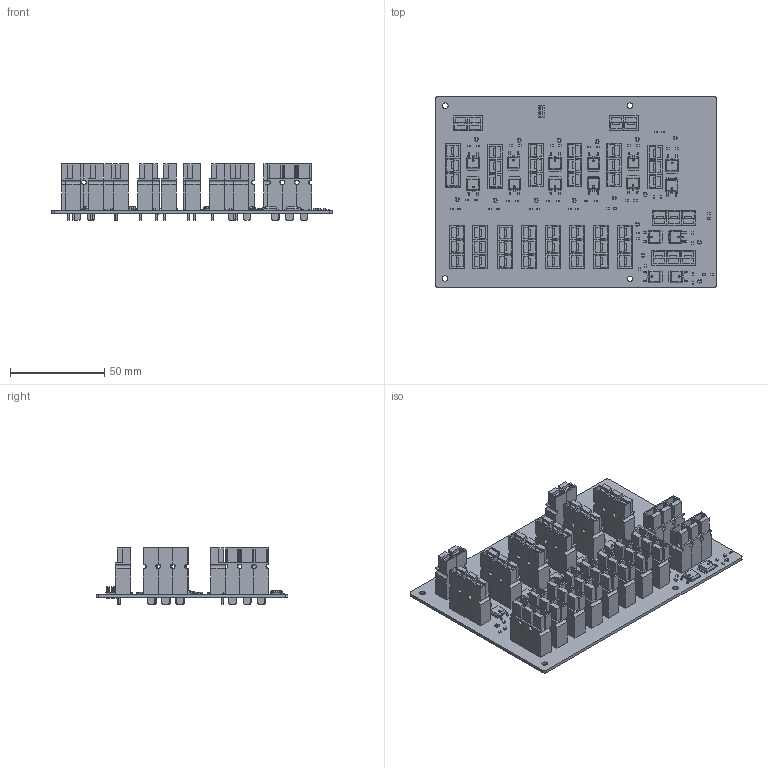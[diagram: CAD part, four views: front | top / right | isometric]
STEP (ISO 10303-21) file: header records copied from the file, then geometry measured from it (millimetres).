
FILE_DESCRIPTION(('KiCad electronic assembly'),'2;1');
FILE_NAME('PatchPanel_Step_Rev1.step','2020-01-20T18:33:33',('An Author' ),('A Company'),'Open CASCADE STEP processor 6.9', 'KiCad to STEP converter','Unknown');
FILE_SCHEMA(('AUTOMOTIVE_DESIGN { 1 0 10303 214 1 1 1 1 }'));
Length unit declared in the file: millimetre
Products named in the file (16): Open CASCADE STEP translator 6.9 1; Anderson_3_Vertcal_Side_by_Side; COMPOUND; TO-252-2; SOLID; SOT-323_SC-70; R_0603_1608Metric; Anderson_2_Vertcal_Side_by_Side; PinHeader_2x05_P1.27mm_Vertical; LED_0603_1608Metric
Assembly tree (107 placements, depth 3):
  Open CASCADE STEP translator 6.9 1
    Anderson_3_Vertcal_Side_by_Side  x16
      COMPOUND
    TO-252-2  x16
      SOLID
    SOT-323_SC-70  x16
      SOLID
    R_0603_1608Metric  x40
      SOLID
    Anderson_2_Vertcal_Side_by_Side  x2
      COMPOUND
    PinHeader_2x05_P1.27mm_Vertical
      SOLID
    LED_0603_1608Metric  x8
      SOLID
    COMPOUND
Bounding box: 148.59 x 101.6 x 29.72 mm (x, y, z)
Volume: 87417.5 mm3; surface area: 90329.8 mm2
Topology: 134 solids, 134 shells, 5890 faces, 15270 edges, 9844 vertices
Faces by surface type: plane 4396, cylinder 1062, bspline 432
Full cylindrical faces by diameter (mm): 0.65 x10, 1 x16, 2.946 x4, 4.104 x52
Entity records: 48552 total; most frequent: CARTESIAN_POINT 7673, DIRECTION 6867, LINE 4596, VECTOR 4596, ORIENTED_EDGE 3478, PCURVE 3478, DEFINITIONAL_REPRESENTATION 3478, EDGE_CURVE 1739
